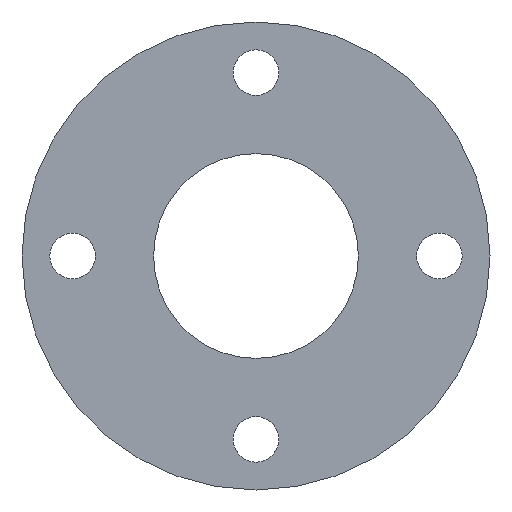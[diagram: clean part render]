
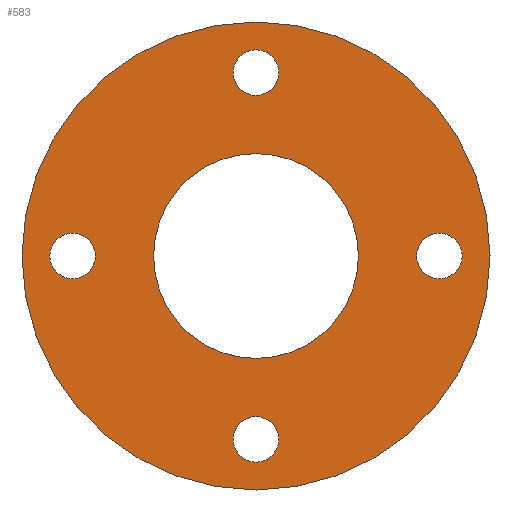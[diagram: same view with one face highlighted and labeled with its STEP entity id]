
A CAD part, front view. The second image highlights one B-rep face of the part: STEP entity #583.
In plain terms, the highlighted planar face has unit normal (0, -1, 0).
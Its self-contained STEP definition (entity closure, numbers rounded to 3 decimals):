
#17 = EDGE_LOOP ( 'NONE', ( #445, #408 ) ) ;
#19 = AXIS2_PLACEMENT_3D ( 'NONE', #403, #246, #580 ) ;
#26 = CARTESIAN_POINT ( 'NONE',  ( 0., 0., 72.5 ) ) ;
#35 = DIRECTION ( 'NONE',  ( 0., -1., 0. ) ) ;
#37 = ORIENTED_EDGE ( 'NONE', *, *, #40, .F. ) ;
#40 = EDGE_CURVE ( 'NONE', #59, #132, #73, .T. ) ;
#44 = DIRECTION ( 'NONE',  ( 0., -1., 0. ) ) ;
#52 = CARTESIAN_POINT ( 'NONE',  ( -72.5, 0., 0. ) ) ;
#59 = VERTEX_POINT ( 'NONE', #72 ) ;
#60 = DIRECTION ( 'NONE',  ( 0., 0., -1. ) ) ;
#61 = ORIENTED_EDGE ( 'NONE', *, *, #342, .F. ) ;
#68 = EDGE_CURVE ( 'NONE', #427, #193, #274, .T. ) ;
#70 = AXIS2_PLACEMENT_3D ( 'NONE', #519, #435, #524 ) ;
#72 = CARTESIAN_POINT ( 'NONE',  ( -72.5, 0., -9. ) ) ;
#73 = CIRCLE ( 'NONE', #120, 9. ) ;
#87 = CARTESIAN_POINT ( 'NONE',  ( -72.5, 0., 9. ) ) ;
#88 = EDGE_CURVE ( 'NONE', #233, #514, #434, .T. ) ;
#103 = DIRECTION ( 'NONE',  ( 0., 0., 1. ) ) ;
#105 = EDGE_CURVE ( 'NONE', #151, #264, #334, .T. ) ;
#106 = AXIS2_PLACEMENT_3D ( 'NONE', #460, #44, #225 ) ;
#107 = CARTESIAN_POINT ( 'NONE',  ( 0., 0., 40.5 ) ) ;
#118 = CARTESIAN_POINT ( 'NONE',  ( 0., 0., -72.5 ) ) ;
#119 = ORIENTED_EDGE ( 'NONE', *, *, #68, .F. ) ;
#120 = AXIS2_PLACEMENT_3D ( 'NONE', #566, #440, #575 ) ;
#121 = DIRECTION ( 'NONE',  ( 0., 1., 0. ) ) ;
#130 = EDGE_CURVE ( 'NONE', #464, #268, #595, .T. ) ;
#132 = VERTEX_POINT ( 'NONE', #87 ) ;
#134 = DIRECTION ( 'NONE',  ( 0., 0., -1. ) ) ;
#138 = AXIS2_PLACEMENT_3D ( 'NONE', #324, #278, #466 ) ;
#140 = CARTESIAN_POINT ( 'NONE',  ( 0., 0., 63.5 ) ) ;
#151 = VERTEX_POINT ( 'NONE', #411 ) ;
#154 = AXIS2_PLACEMENT_3D ( 'NONE', #269, #406, #134 ) ;
#162 = DIRECTION ( 'NONE',  ( 0., 0., -1. ) ) ;
#166 = EDGE_LOOP ( 'NONE', ( #510, #61 ) ) ;
#167 = FACE_BOUND ( 'NONE', #17, .T. ) ;
#170 = DIRECTION ( 'NONE',  ( 0., -1., 0. ) ) ;
#176 = ORIENTED_EDGE ( 'NONE', *, *, #574, .F. ) ;
#180 = CIRCLE ( 'NONE', #537, 40.5 ) ;
#186 = AXIS2_PLACEMENT_3D ( 'NONE', #118, #35, #162 ) ;
#189 = DIRECTION ( 'NONE',  ( 0., 0., 1. ) ) ;
#193 = VERTEX_POINT ( 'NONE', #309 ) ;
#201 = AXIS2_PLACEMENT_3D ( 'NONE', #541, #121, #454 ) ;
#202 = FACE_BOUND ( 'NONE', #166, .T. ) ;
#203 = AXIS2_PLACEMENT_3D ( 'NONE', #52, #472, #60 ) ;
#212 = EDGE_LOOP ( 'NONE', ( #422, #222 ) ) ;
#218 = EDGE_CURVE ( 'NONE', #514, #233, #426, .T. ) ;
#222 = ORIENTED_EDGE ( 'NONE', *, *, #130, .F. ) ;
#225 = DIRECTION ( 'NONE',  ( 0., 0., -1. ) ) ;
#227 = CIRCLE ( 'NONE', #203, 9. ) ;
#233 = VERTEX_POINT ( 'NONE', #140 ) ;
#236 = DIRECTION ( 'NONE',  ( 0., 1., 0. ) ) ;
#245 = AXIS2_PLACEMENT_3D ( 'NONE', #26, #170, #493 ) ;
#246 = DIRECTION ( 'NONE',  ( 0., -1., 0. ) ) ;
#250 = FACE_OUTER_BOUND ( 'NONE', #212, .T. ) ;
#255 = CARTESIAN_POINT ( 'NONE',  ( 0., 0., -81.5 ) ) ;
#264 = VERTEX_POINT ( 'NONE', #272 ) ;
#268 = VERTEX_POINT ( 'NONE', #564 ) ;
#269 = CARTESIAN_POINT ( 'NONE',  ( 0., 0., 92.5 ) ) ;
#270 = EDGE_CURVE ( 'NONE', #268, #464, #393, .T. ) ;
#272 = CARTESIAN_POINT ( 'NONE',  ( 72.5, 0., 9. ) ) ;
#274 = CIRCLE ( 'NONE', #186, 9. ) ;
#276 = CARTESIAN_POINT ( 'NONE',  ( 0., 0., 72.5 ) ) ;
#278 = DIRECTION ( 'NONE',  ( 0., 1., 0. ) ) ;
#302 = EDGE_LOOP ( 'NONE', ( #37, #358 ) ) ;
#309 = CARTESIAN_POINT ( 'NONE',  ( 0., 0., -63.5 ) ) ;
#324 = CARTESIAN_POINT ( 'NONE',  ( 0., 0., 0. ) ) ;
#332 = CARTESIAN_POINT ( 'NONE',  ( 0., 0., 0. ) ) ;
#334 = CIRCLE ( 'NONE', #19, 9. ) ;
#337 = CIRCLE ( 'NONE', #70, 9. ) ;
#339 = CARTESIAN_POINT ( 'NONE',  ( 0., 0., 81.5 ) ) ;
#342 = EDGE_CURVE ( 'NONE', #264, #151, #418, .T. ) ;
#354 = PLANE ( 'NONE',  #154 ) ;
#358 = ORIENTED_EDGE ( 'NONE', *, *, #365, .F. ) ;
#365 = EDGE_CURVE ( 'NONE', #132, #59, #227, .T. ) ;
#374 = EDGE_CURVE ( 'NONE', #579, #429, #180, .T. ) ;
#377 = AXIS2_PLACEMENT_3D ( 'NONE', #463, #236, #189 ) ;
#379 = DIRECTION ( 'NONE',  ( 0., 0., -1. ) ) ;
#393 = CIRCLE ( 'NONE', #377, 92.5 ) ;
#395 = FACE_BOUND ( 'NONE', #302, .T. ) ;
#403 = CARTESIAN_POINT ( 'NONE',  ( 72.5, 0., 0. ) ) ;
#406 = DIRECTION ( 'NONE',  ( 0., -1., 0. ) ) ;
#408 = ORIENTED_EDGE ( 'NONE', *, *, #479, .T. ) ;
#411 = CARTESIAN_POINT ( 'NONE',  ( 72.5, 0., -9. ) ) ;
#418 = CIRCLE ( 'NONE', #106, 9. ) ;
#422 = ORIENTED_EDGE ( 'NONE', *, *, #270, .F. ) ;
#426 = CIRCLE ( 'NONE', #555, 9. ) ;
#427 = VERTEX_POINT ( 'NONE', #255 ) ;
#428 = DIRECTION ( 'NONE',  ( 0., -1., 0. ) ) ;
#429 = VERTEX_POINT ( 'NONE', #447 ) ;
#434 = CIRCLE ( 'NONE', #245, 9. ) ;
#435 = DIRECTION ( 'NONE',  ( 0., -1., 0. ) ) ;
#440 = DIRECTION ( 'NONE',  ( 0., -1., 0. ) ) ;
#445 = ORIENTED_EDGE ( 'NONE', *, *, #374, .T. ) ;
#447 = CARTESIAN_POINT ( 'NONE',  ( 0., 0., -40.5 ) ) ;
#454 = DIRECTION ( 'NONE',  ( 0., 0., 1. ) ) ;
#460 = CARTESIAN_POINT ( 'NONE',  ( 72.5, 0., 0. ) ) ;
#463 = CARTESIAN_POINT ( 'NONE',  ( 0., 0., 0. ) ) ;
#464 = VERTEX_POINT ( 'NONE', #551 ) ;
#466 = DIRECTION ( 'NONE',  ( 0., 0., 1. ) ) ;
#470 = ORIENTED_EDGE ( 'NONE', *, *, #218, .F. ) ;
#472 = DIRECTION ( 'NONE',  ( 0., -1., 0. ) ) ;
#479 = EDGE_CURVE ( 'NONE', #429, #579, #563, .T. ) ;
#493 = DIRECTION ( 'NONE',  ( 0., 0., -1. ) ) ;
#504 = ORIENTED_EDGE ( 'NONE', *, *, #88, .F. ) ;
#507 = EDGE_LOOP ( 'NONE', ( #119, #176 ) ) ;
#510 = ORIENTED_EDGE ( 'NONE', *, *, #105, .F. ) ;
#514 = VERTEX_POINT ( 'NONE', #339 ) ;
#515 = DIRECTION ( 'NONE',  ( 0., 1., 0. ) ) ;
#519 = CARTESIAN_POINT ( 'NONE',  ( 0., 0., -72.5 ) ) ;
#524 = DIRECTION ( 'NONE',  ( 0., 0., -1. ) ) ;
#537 = AXIS2_PLACEMENT_3D ( 'NONE', #332, #515, #103 ) ;
#539 = EDGE_LOOP ( 'NONE', ( #504, #470 ) ) ;
#541 = CARTESIAN_POINT ( 'NONE',  ( 0., 0., 0. ) ) ;
#546 = FACE_BOUND ( 'NONE', #507, .T. ) ;
#551 = CARTESIAN_POINT ( 'NONE',  ( 0., 0., -92.5 ) ) ;
#555 = AXIS2_PLACEMENT_3D ( 'NONE', #276, #428, #379 ) ;
#563 = CIRCLE ( 'NONE', #138, 40.5 ) ;
#564 = CARTESIAN_POINT ( 'NONE',  ( 0., 0., 92.5 ) ) ;
#566 = CARTESIAN_POINT ( 'NONE',  ( -72.5, 0., 0. ) ) ;
#571 = FACE_BOUND ( 'NONE', #539, .T. ) ;
#574 = EDGE_CURVE ( 'NONE', #193, #427, #337, .T. ) ;
#575 = DIRECTION ( 'NONE',  ( 0., 0., -1. ) ) ;
#579 = VERTEX_POINT ( 'NONE', #107 ) ;
#580 = DIRECTION ( 'NONE',  ( 0., 0., -1. ) ) ;
#583 = ADVANCED_FACE ( 'NONE', ( #202, #571, #395, #546, #167, #250 ), #354, .T. ) ;
#595 = CIRCLE ( 'NONE', #201, 92.5 ) ;
